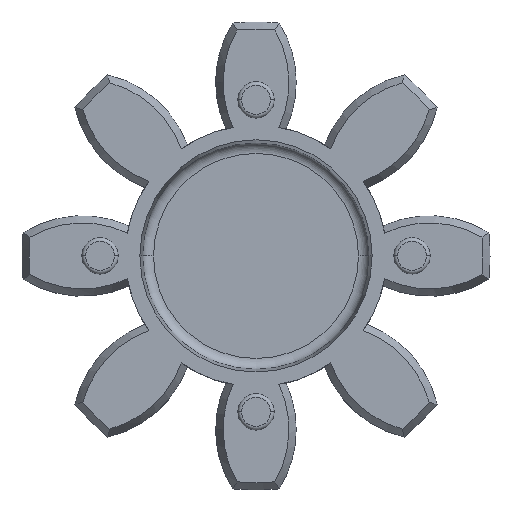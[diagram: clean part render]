
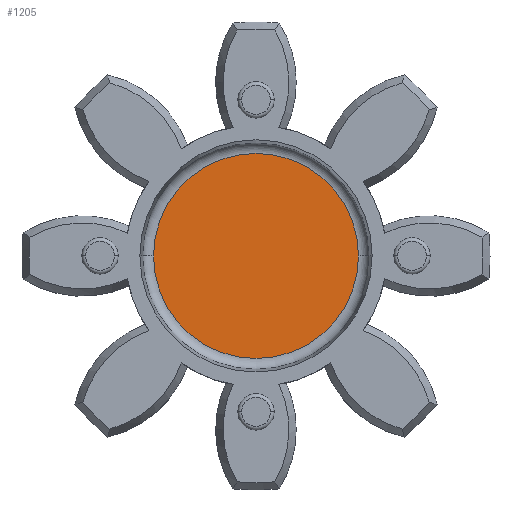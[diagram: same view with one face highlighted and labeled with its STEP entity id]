
A CAD part, top view. The second image highlights one B-rep face of the part: STEP entity #1205.
In plain terms, the highlighted planar face has unit normal (0, 0, 1).
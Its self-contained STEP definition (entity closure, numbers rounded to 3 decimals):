
#15 = FACE_OUTER_BOUND ( 'NONE', #2877, .T. ) ;
#103 = EDGE_CURVE ( 'NONE', #434, #898, #2512, .T. ) ;
#209 = ORIENTED_EDGE ( 'NONE', *, *, #103, .T. ) ;
#401 = CARTESIAN_POINT ( 'NONE',  ( 14.13, 0., 2. ) ) ;
#434 = VERTEX_POINT ( 'NONE', #2383 ) ;
#668 = PLANE ( 'NONE',  #1304 ) ;
#713 = CARTESIAN_POINT ( 'NONE',  ( 0., 0., 2. ) ) ;
#760 = DIRECTION ( 'NONE',  ( 1., 0., 0. ) ) ;
#779 = DIRECTION ( 'NONE',  ( 0., 0., 1. ) ) ;
#795 = DIRECTION ( 'NONE',  ( 1., 0., 0. ) ) ;
#898 = VERTEX_POINT ( 'NONE', #401 ) ;
#1205 = ADVANCED_FACE ( 'NONE', ( #15 ), #668, .T. ) ;
#1304 = AXIS2_PLACEMENT_3D ( 'NONE', #713, #2372, #760 ) ;
#1634 = ORIENTED_EDGE ( 'NONE', *, *, #2253, .T. ) ;
#2093 = CIRCLE ( 'NONE', #3808, 14.13 ) ;
#2253 = EDGE_CURVE ( 'NONE', #898, #434, #2093, .T. ) ;
#2372 = DIRECTION ( 'NONE',  ( 0., 0., 1. ) ) ;
#2383 = CARTESIAN_POINT ( 'NONE',  ( -14.13, 0., 2. ) ) ;
#2512 = CIRCLE ( 'NONE', #2584, 14.13 ) ;
#2584 = AXIS2_PLACEMENT_3D ( 'NONE', #2966, #779, #795 ) ;
#2808 = DIRECTION ( 'NONE',  ( 0., 0., 1. ) ) ;
#2877 = EDGE_LOOP ( 'NONE', ( #1634, #209 ) ) ;
#2966 = CARTESIAN_POINT ( 'NONE',  ( 0., 0., 2. ) ) ;
#3485 = CARTESIAN_POINT ( 'NONE',  ( 0., 0., 2. ) ) ;
#3507 = DIRECTION ( 'NONE',  ( 1., 0., 0. ) ) ;
#3808 = AXIS2_PLACEMENT_3D ( 'NONE', #3485, #2808, #3507 ) ;
